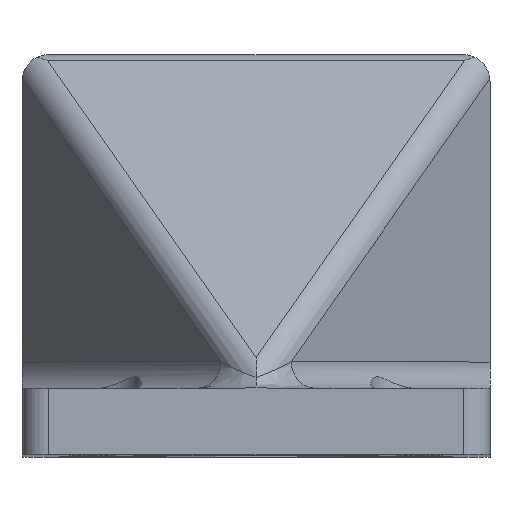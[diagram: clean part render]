
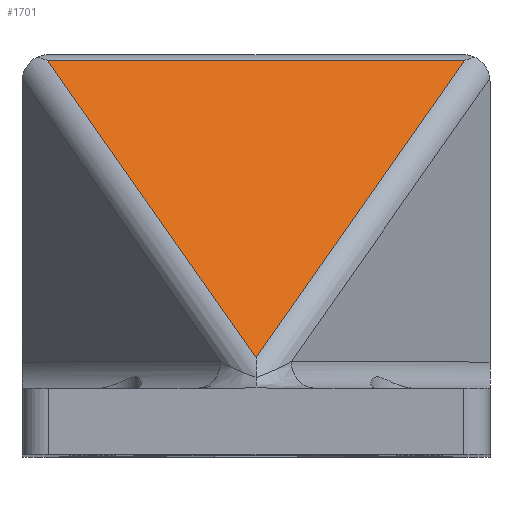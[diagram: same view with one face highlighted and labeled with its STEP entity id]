
A CAD part, top view. The second image highlights one B-rep face of the part: STEP entity #1701.
In plain terms, the highlighted planar face has unit normal (0, 0.778, 0.628).
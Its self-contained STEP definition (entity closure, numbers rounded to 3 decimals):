
#45=PLANE('',#1835);
#126=FACE_OUTER_BOUND('',#221,.T.);
#221=EDGE_LOOP('',(#1331,#1332,#1333));
#378=LINE('',#2738,#553);
#380=LINE('',#2767,#555);
#424=LINE('',#2885,#599);
#553=VECTOR('',#2016,10.);
#555=VECTOR('',#2024,10.);
#599=VECTOR('',#2130,10.);
#766=VERTEX_POINT('',#2735);
#767=VERTEX_POINT('',#2737);
#771=VERTEX_POINT('',#2765);
#946=EDGE_CURVE('',#766,#767,#378,.T.);
#952=EDGE_CURVE('',#771,#766,#380,.T.);
#1013=EDGE_CURVE('',#767,#771,#424,.T.);
#1331=ORIENTED_EDGE('',*,*,#952,.F.);
#1332=ORIENTED_EDGE('',*,*,#1013,.F.);
#1333=ORIENTED_EDGE('',*,*,#946,.F.);
#1701=ADVANCED_FACE('',(#126),#45,.F.);
#1835=AXIS2_PLACEMENT_3D('',#2884,#2128,#2129);
#2016=DIRECTION('',(-0.402,0.575,-0.713));
#2024=DIRECTION('',(-0.402,-0.575,0.713));
#2128=DIRECTION('center_axis',(0.,-0.778,-0.628));
#2129=DIRECTION('ref_axis',(0.,0.628,-0.778));
#2130=DIRECTION('',(1.,0.,0.));
#2735=CARTESIAN_POINT('',(54.25,204.018,99.187));
#2737=CARTESIAN_POINT('',(38.648,226.307,71.55));
#2738=CARTESIAN_POINT('',(45.415,216.64,83.536));
#2765=CARTESIAN_POINT('',(69.852,226.307,71.55));
#2767=CARTESIAN_POINT('',(54.393,204.223,98.934));
#2884=CARTESIAN_POINT('Origin',(36.75,201.75,102.));
#2885=CARTESIAN_POINT('',(36.75,226.307,71.55));
